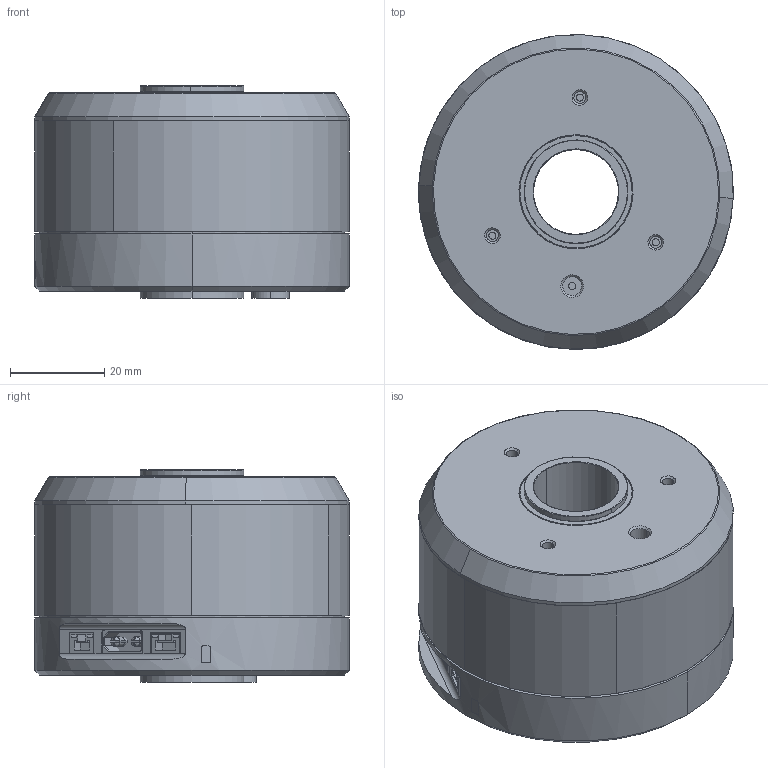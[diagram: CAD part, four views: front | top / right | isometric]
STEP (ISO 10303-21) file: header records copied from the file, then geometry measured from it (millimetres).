
FILE_DESCRIPTION (( 'STEP AP203' ), '1' );
FILE_NAME ('RoboMaster GM6020 Brushless DC Motor_Default_sldprt.STEP', '2019-04-05T22:48:59', ( '' ), ( '' ), 'SwSTEP 2.0', 'SolidWorks 2018', '' );
FILE_SCHEMA (( 'CONFIG_CONTROL_DESIGN' ));
Length unit declared in the file: millimetre
Products named in the file (1): RoboMaster GM6020 Brushless DC Motor_Default_sldprt
Bounding box: 66.7 x 66.7 x 45 mm (x, y, z)
Surface area: 64816.5 mm2
Topology: 14 solids, 23 shells, 1292 faces, 3294 edges, 2179 vertices
Faces by surface type: plane 789, cylinder 364, cone 71, bspline 64, torus 4
Entity records: 46170 total; most frequent: CARTESIAN_POINT 14987, ORIENTED_EDGE 6576, DIRECTION 6100, EDGE_CURVE 3288, VERTEX_POINT 2179, VECTOR 2118, LINE 2118, AXIS2_PLACEMENT_3D 1991
